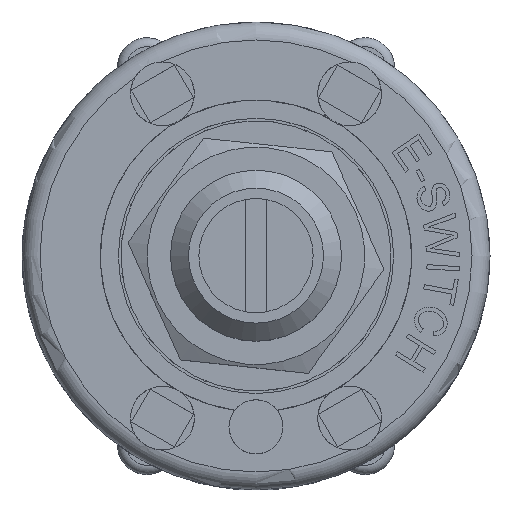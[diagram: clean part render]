
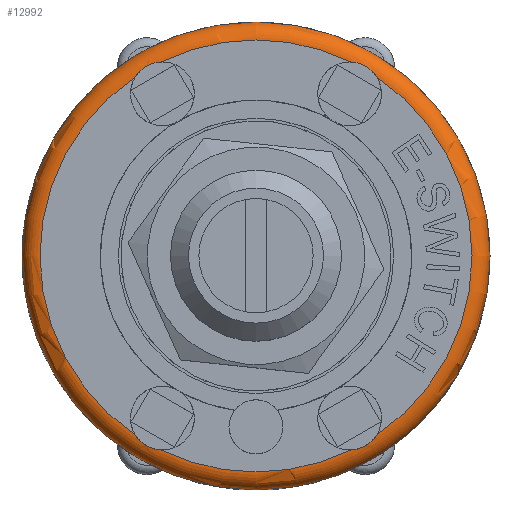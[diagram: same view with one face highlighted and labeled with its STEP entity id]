
A CAD part, top view. The second image highlights one B-rep face of the part: STEP entity #12992.
In plain terms, the highlighted toroidal (fillet/blend) face has major radius 12 mm and minor radius 1 mm.
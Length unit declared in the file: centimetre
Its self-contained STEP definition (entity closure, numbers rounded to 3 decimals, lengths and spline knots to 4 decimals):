
#26=TOROIDAL_SURFACE('',#13676,1.2,0.1);
#663=B_SPLINE_CURVE_WITH_KNOTS('',3,(#22519,#22520,#22521,#22522,#22523,
#22524,#22525,#22526,#22527,#22528,#22529,#22530),.UNSPECIFIED.,.F.,.F.,
(4,2,2,2,2,4),(-0.2692,-0.2446,-0.216,
-0.1921,-0.1645,-0.1357),.UNSPECIFIED.);
#664=B_SPLINE_CURVE_WITH_KNOTS('',3,(#22542,#22543,#22544,#22545,#22546,
#22547,#22548,#22549,#22550,#22551,#22552,#22553),.UNSPECIFIED.,.F.,.F.,
(4,2,2,2,2,4),(-0.2692,-0.2446,-0.216,
-0.1921,-0.1645,-0.1357),.UNSPECIFIED.);
#665=B_SPLINE_CURVE_WITH_KNOTS('',3,(#22570,#22571,#22572,#22573,#22574,
#22575,#22576,#22577,#22578,#22579,#22580,#22581),.UNSPECIFIED.,.F.,.F.,
(4,2,2,2,2,4),(-0.2692,-0.2446,-0.216,
-0.1921,-0.1645,-0.1357),.UNSPECIFIED.);
#666=B_SPLINE_CURVE_WITH_KNOTS('',3,(#22603,#22604,#22605,#22606,#22607,
#22608,#22609,#22610,#22611,#22612,#22613,#22614),.UNSPECIFIED.,.F.,.F.,
(4,2,2,2,2,4),(-0.2692,-0.2446,-0.216,
-0.1921,-0.1645,-0.1357),.UNSPECIFIED.);
#1369=FACE_OUTER_BOUND('',#2150,.T.);
#2150=EDGE_LOOP('',(#11566,#11567,#11568,#11569,#11570,#11571,#11572,#11573,
#11574,#11575,#11576,#11577));
#4998=CIRCLE('',#13629,1.3);
#5025=CIRCLE('',#13677,0.1);
#5026=CIRCLE('',#13678,1.2);
#5027=CIRCLE('',#13679,1.2);
#5028=CIRCLE('',#13680,1.2);
#5029=CIRCLE('',#13681,1.2);
#5030=CIRCLE('',#13682,1.2);
#6221=VERTEX_POINT('',#22481);
#6229=VERTEX_POINT('',#22517);
#6230=VERTEX_POINT('',#22518);
#6233=VERTEX_POINT('',#22540);
#6234=VERTEX_POINT('',#22541);
#6239=VERTEX_POINT('',#22568);
#6240=VERTEX_POINT('',#22569);
#6247=VERTEX_POINT('',#22601);
#6248=VERTEX_POINT('',#22602);
#6251=VERTEX_POINT('',#22624);
#8038=EDGE_CURVE('',#6221,#6221,#4998,.T.);
#8056=EDGE_CURVE('',#6229,#6230,#663,.T.);
#8062=EDGE_CURVE('',#6233,#6234,#664,.T.);
#8070=EDGE_CURVE('',#6239,#6240,#665,.T.);
#8080=EDGE_CURVE('',#6247,#6248,#666,.T.);
#8086=EDGE_CURVE('',#6221,#6251,#5025,.T.);
#8087=EDGE_CURVE('',#6251,#6239,#5026,.T.);
#8088=EDGE_CURVE('',#6240,#6233,#5027,.T.);
#8089=EDGE_CURVE('',#6234,#6229,#5028,.T.);
#8090=EDGE_CURVE('',#6230,#6247,#5029,.T.);
#8091=EDGE_CURVE('',#6248,#6251,#5030,.T.);
#11566=ORIENTED_EDGE('',*,*,#8038,.T.);
#11567=ORIENTED_EDGE('',*,*,#8086,.T.);
#11568=ORIENTED_EDGE('',*,*,#8087,.T.);
#11569=ORIENTED_EDGE('',*,*,#8070,.T.);
#11570=ORIENTED_EDGE('',*,*,#8088,.T.);
#11571=ORIENTED_EDGE('',*,*,#8062,.T.);
#11572=ORIENTED_EDGE('',*,*,#8089,.T.);
#11573=ORIENTED_EDGE('',*,*,#8056,.T.);
#11574=ORIENTED_EDGE('',*,*,#8090,.T.);
#11575=ORIENTED_EDGE('',*,*,#8080,.T.);
#11576=ORIENTED_EDGE('',*,*,#8091,.T.);
#11577=ORIENTED_EDGE('',*,*,#8086,.F.);
#12992=ADVANCED_FACE('',(#1369),#26,.T.);
#13629=AXIS2_PLACEMENT_3D('',#22482,#16197,#16198);
#13676=AXIS2_PLACEMENT_3D('',#22623,#16308,#16309);
#13677=AXIS2_PLACEMENT_3D('',#22625,#16310,#16311);
#13678=AXIS2_PLACEMENT_3D('',#22626,#16312,#16313);
#13679=AXIS2_PLACEMENT_3D('',#22627,#16314,#16315);
#13680=AXIS2_PLACEMENT_3D('',#22628,#16316,#16317);
#13681=AXIS2_PLACEMENT_3D('',#22629,#16318,#16319);
#13682=AXIS2_PLACEMENT_3D('',#22630,#16320,#16321);
#16197=DIRECTION('center_axis',(0.,0.,1.));
#16198=DIRECTION('ref_axis',(-1.,0.,0.));
#16308=DIRECTION('center_axis',(0.,0.,-1.));
#16309=DIRECTION('ref_axis',(-1.,0.,0.));
#16310=DIRECTION('center_axis',(0.,-1.,0.));
#16311=DIRECTION('ref_axis',(1.,0.,0.));
#16312=DIRECTION('center_axis',(0.,0.,-1.));
#16313=DIRECTION('ref_axis',(-1.,0.,0.));
#16314=DIRECTION('center_axis',(0.,0.,-1.));
#16315=DIRECTION('ref_axis',(-1.,0.,0.));
#16316=DIRECTION('center_axis',(0.,0.,-1.));
#16317=DIRECTION('ref_axis',(-1.,0.,0.));
#16318=DIRECTION('center_axis',(0.,0.,-1.));
#16319=DIRECTION('ref_axis',(-1.,0.,0.));
#16320=DIRECTION('center_axis',(0.,0.,-1.));
#16321=DIRECTION('ref_axis',(-1.,0.,0.));
#22481=CARTESIAN_POINT('',(1.3,0.,0.95));
#22482=CARTESIAN_POINT('Origin',(0.,0.,0.95));
#22517=CARTESIAN_POINT('',(-0.67,0.9955,1.05));
#22518=CARTESIAN_POINT('',(-0.5271,1.078,1.05));
#22519=CARTESIAN_POINT('Ctrl Pts',(-0.67,0.9955,
1.05));
#22520=CARTESIAN_POINT('Ctrl Pts',(-0.6646,1.0041,
1.05));
#22521=CARTESIAN_POINT('Ctrl Pts',(-0.6583,1.0124,
1.0498));
#22522=CARTESIAN_POINT('Ctrl Pts',(-0.6428,1.0294,
1.0491));
#22523=CARTESIAN_POINT('Ctrl Pts',(-0.6335,1.0377,
1.0488));
#22524=CARTESIAN_POINT('Ctrl Pts',(-0.615,1.051,1.0484));
#22525=CARTESIAN_POINT('Ctrl Pts',(-0.6061,1.0563,
1.0484));
#22526=CARTESIAN_POINT('Ctrl Pts',(-0.5859,1.0659,1.0487));
#22527=CARTESIAN_POINT('Ctrl Pts',(-0.5747,1.07,1.049));
#22528=CARTESIAN_POINT('Ctrl Pts',(-0.551,1.0759,1.0497));
#22529=CARTESIAN_POINT('Ctrl Pts',(-0.539,1.0775,
1.05));
#22530=CARTESIAN_POINT('Ctrl Pts',(-0.5271,1.078,
1.05));
#22540=CARTESIAN_POINT('',(-0.5271,-1.078,1.05));
#22541=CARTESIAN_POINT('',(-0.67,-0.9955,1.05));
#22542=CARTESIAN_POINT('Ctrl Pts',(-0.5271,-1.078,
1.05));
#22543=CARTESIAN_POINT('Ctrl Pts',(-0.5373,-1.0776,
1.05));
#22544=CARTESIAN_POINT('Ctrl Pts',(-0.5476,-1.0763,
1.0498));
#22545=CARTESIAN_POINT('Ctrl Pts',(-0.5701,-1.0714,1.0491));
#22546=CARTESIAN_POINT('Ctrl Pts',(-0.5819,-1.0675,
1.0488));
#22547=CARTESIAN_POINT('Ctrl Pts',(-0.6027,-1.0581,
1.0484));
#22548=CARTESIAN_POINT('Ctrl Pts',(-0.6117,-1.053,
1.0484));
#22549=CARTESIAN_POINT('Ctrl Pts',(-0.6301,-1.0404,
1.0487));
#22550=CARTESIAN_POINT('Ctrl Pts',(-0.6393,-1.0327,
1.049));
#22551=CARTESIAN_POINT('Ctrl Pts',(-0.6562,-1.0151,
1.0497));
#22552=CARTESIAN_POINT('Ctrl Pts',(-0.6637,-1.0055,
1.05));
#22553=CARTESIAN_POINT('Ctrl Pts',(-0.67,-0.9955,
1.05));
#22568=CARTESIAN_POINT('',(0.67,-0.9955,1.05));
#22569=CARTESIAN_POINT('',(0.5271,-1.078,1.05));
#22570=CARTESIAN_POINT('Ctrl Pts',(0.67,-0.9955,
1.05));
#22571=CARTESIAN_POINT('Ctrl Pts',(0.6646,-1.0041,
1.05));
#22572=CARTESIAN_POINT('Ctrl Pts',(0.6583,-1.0124,
1.0498));
#22573=CARTESIAN_POINT('Ctrl Pts',(0.6428,-1.0294,
1.0491));
#22574=CARTESIAN_POINT('Ctrl Pts',(0.6335,-1.0377,
1.0488));
#22575=CARTESIAN_POINT('Ctrl Pts',(0.615,-1.051,
1.0484));
#22576=CARTESIAN_POINT('Ctrl Pts',(0.6061,-1.0563,
1.0484));
#22577=CARTESIAN_POINT('Ctrl Pts',(0.5859,-1.0659,1.0487));
#22578=CARTESIAN_POINT('Ctrl Pts',(0.5747,-1.07,1.049));
#22579=CARTESIAN_POINT('Ctrl Pts',(0.551,-1.0759,
1.0497));
#22580=CARTESIAN_POINT('Ctrl Pts',(0.539,-1.0775,
1.05));
#22581=CARTESIAN_POINT('Ctrl Pts',(0.5271,-1.078,
1.05));
#22601=CARTESIAN_POINT('',(0.5271,1.078,1.05));
#22602=CARTESIAN_POINT('',(0.67,0.9955,1.05));
#22603=CARTESIAN_POINT('Ctrl Pts',(0.5271,1.078,1.05));
#22604=CARTESIAN_POINT('Ctrl Pts',(0.5373,1.0776,1.05));
#22605=CARTESIAN_POINT('Ctrl Pts',(0.5476,1.0763,1.0498));
#22606=CARTESIAN_POINT('Ctrl Pts',(0.5701,1.0714,1.0491));
#22607=CARTESIAN_POINT('Ctrl Pts',(0.5819,1.0675,1.0488));
#22608=CARTESIAN_POINT('Ctrl Pts',(0.6027,1.0581,1.0484));
#22609=CARTESIAN_POINT('Ctrl Pts',(0.6117,1.053,1.0484));
#22610=CARTESIAN_POINT('Ctrl Pts',(0.6301,1.0404,1.0487));
#22611=CARTESIAN_POINT('Ctrl Pts',(0.6393,1.0327,1.049));
#22612=CARTESIAN_POINT('Ctrl Pts',(0.6562,1.0151,1.0497));
#22613=CARTESIAN_POINT('Ctrl Pts',(0.6637,1.0055,1.05));
#22614=CARTESIAN_POINT('Ctrl Pts',(0.67,0.9955,
1.05));
#22623=CARTESIAN_POINT('Origin',(0.,0.,0.95));
#22624=CARTESIAN_POINT('',(1.2,0.,1.05));
#22625=CARTESIAN_POINT('Origin',(1.2,0.,0.95));
#22626=CARTESIAN_POINT('Origin',(0.,0.,1.05));
#22627=CARTESIAN_POINT('Origin',(0.,0.,1.05));
#22628=CARTESIAN_POINT('Origin',(0.,0.,1.05));
#22629=CARTESIAN_POINT('Origin',(0.,0.,1.05));
#22630=CARTESIAN_POINT('Origin',(0.,0.,1.05));
